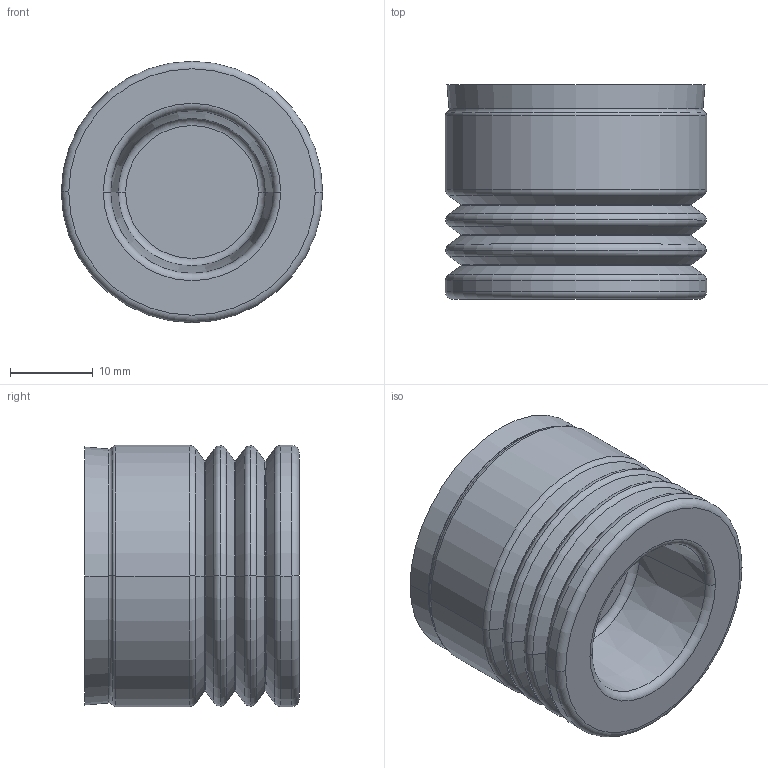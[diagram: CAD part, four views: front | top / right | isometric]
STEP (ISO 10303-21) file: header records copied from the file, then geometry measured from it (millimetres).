
FILE_DESCRIPTION(('no description'),'unknown implementation level');
FILE_NAME('3078_3SU1900-0DB70-0AA0_3D_v.stp',' ',('SIEMENS A&D'),('CADClick - KiM GmbH - www.kimweb.de'),'unknown preprocess','ACIS','unknown authorization');
FILE_SCHEMA(('automotive_design'));
Length unit declared in the file: millimetre
Products named in the file (1): 0
Bounding box: 31.6 x 25.9 x 31.6 mm (x, y, z)
Volume: 4626.3 mm3; surface area: 9046.3 mm2
Topology: 1 solids, 1 shells, 133 faces, 264 edges, 140 vertices
Faces by surface type: torus 72, cone 40, cylinder 12, plane 9
Entity records: 6534 total; most frequent: DIRECTION 744, STYLED_ITEM 538, PRESENTATION_STYLE_ASSIGNMENT 538, CARTESIAN_POINT 538, COLOUR_RGB 538, ORIENTED_EDGE 528, AXIS2_PLACEMENT_3D 346, EDGE_CURVE 264
